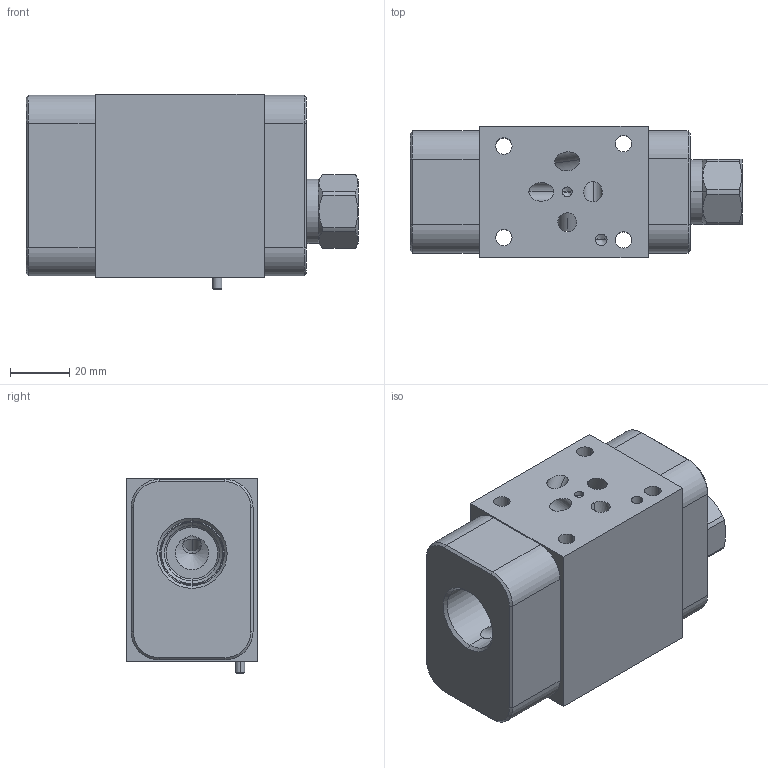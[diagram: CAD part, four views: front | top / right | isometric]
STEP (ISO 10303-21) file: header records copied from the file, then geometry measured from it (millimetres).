
FILE_DESCRIPTION((''),'2;1');
FILE_NAME('Z3N_ASM','2021-07-12T',('ProEService'),(''),'PRO/ENGINEER BY PARAMETRIC TECHNOLOGY CORPORATION, 2014200','PRO/ENGINEER BY PARAMETRIC TECHNOLOGY CORPORATION, 2014200','');
FILE_SCHEMA(('CONFIG_CONTROL_DESIGN'));
Length unit declared in the file: inch
Products named in the file (6): 153-849; CXDAXCN; 811-001-006; 500-001-012; 700-002; Z3N_ASM
Assembly tree (5 placements, depth 2):
  Z3N_ASM
    153-849
    CXDAXCN
    811-001-006
    500-001-012
    700-002
Bounding box: 112.32 x 44.45 x 66.24 mm (x, y, z)
Volume: 223021.1 mm3; surface area: 45327.9 mm2
Topology: 5 solids, 5 shells, 283 faces, 954 edges, 818 vertices
Faces by surface type: cylinder 120, plane 63, cone 56, torus 20, bspline 11, revolution 8, sphere 5
Entity records: 17174 total; most frequent: CARTESIAN_POINT 9067, DIRECTION 1643, ORIENTED_EDGE 1376, EDGE_CURVE 688, AXIS2_PLACEMENT_3D 557, VECTOR 521, LINE 521, VERTEX_POINT 435
